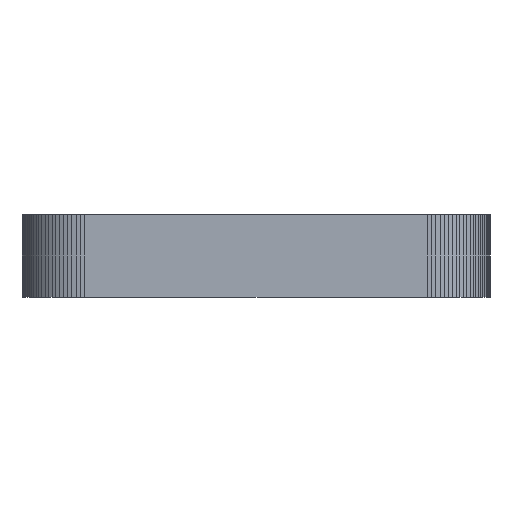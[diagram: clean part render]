
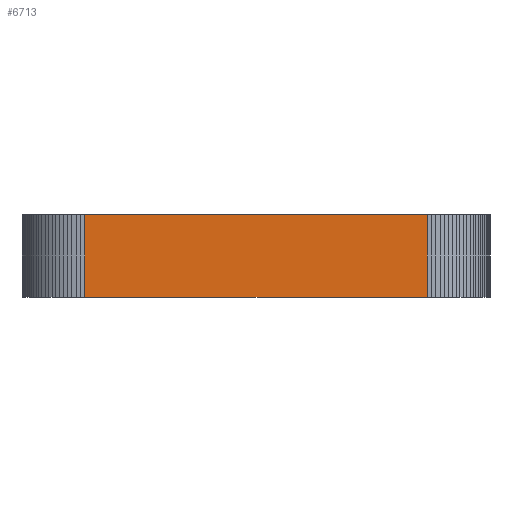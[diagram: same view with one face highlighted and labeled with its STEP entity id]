
A CAD part, front view. The second image highlights one B-rep face of the part: STEP entity #6713.
In plain terms, the highlighted planar face has unit normal (0, -1, 0).
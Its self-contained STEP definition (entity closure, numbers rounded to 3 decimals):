
#130=FACE_OUTER_BOUND('',#477,.T.);
#477=EDGE_LOOP('',(#4922,#4923,#4924,#4925));
#862=LINE('',#9269,#1817);
#1003=LINE('',#9551,#1958);
#1212=LINE('',#9974,#2167);
#1214=LINE('',#9978,#2169);
#1817=VECTOR('',#7478,10.);
#1958=VECTOR('',#7621,10.);
#2167=VECTOR('',#7922,10.);
#2169=VECTOR('',#7928,10.);
#2769=VERTEX_POINT('',#9266);
#2770=VERTEX_POINT('',#9268);
#2909=VERTEX_POINT('',#9548);
#2910=VERTEX_POINT('',#9550);
#3434=EDGE_CURVE('',#2769,#2770,#862,.T.);
#3575=EDGE_CURVE('',#2910,#2909,#1003,.T.);
#3787=EDGE_CURVE('',#2770,#2909,#1212,.T.);
#3789=EDGE_CURVE('',#2769,#2910,#1214,.T.);
#4922=ORIENTED_EDGE('',*,*,#3789,.T.);
#4923=ORIENTED_EDGE('',*,*,#3575,.T.);
#4924=ORIENTED_EDGE('',*,*,#3787,.F.);
#4925=ORIENTED_EDGE('',*,*,#3434,.F.);
#6382=PLANE('',#7060);
#6713=ADVANCED_FACE('',(#130),#6382,.T.);
#7060=AXIS2_PLACEMENT_3D('',#9977,#7926,#7927);
#7478=DIRECTION('',(-1.,0.,0.));
#7621=DIRECTION('',(-1.,0.,0.));
#7922=DIRECTION('',(0.,0.,1.));
#7926=DIRECTION('center_axis',(0.,-1.,0.));
#7927=DIRECTION('ref_axis',(0.,0.,-1.));
#7928=DIRECTION('',(0.,0.,1.));
#9266=CARTESIAN_POINT('',(66.802,-4.102,4.699));
#9268=CARTESIAN_POINT('',(6.858,-4.102,4.699));
#9269=CARTESIAN_POINT('',(66.802,-4.102,4.699));
#9548=CARTESIAN_POINT('',(6.858,-4.102,19.05));
#9550=CARTESIAN_POINT('',(66.802,-4.102,19.05));
#9551=CARTESIAN_POINT('',(66.802,-4.102,19.05));
#9974=CARTESIAN_POINT('',(6.858,-4.102,4.699));
#9977=CARTESIAN_POINT('Origin',(36.83,-4.102,19.05));
#9978=CARTESIAN_POINT('',(66.802,-4.102,4.699));
